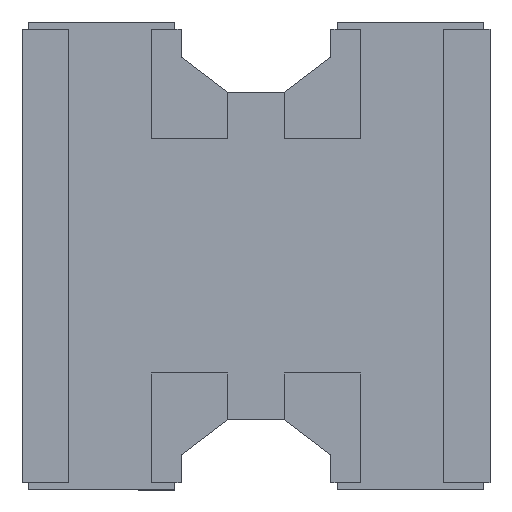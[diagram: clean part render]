
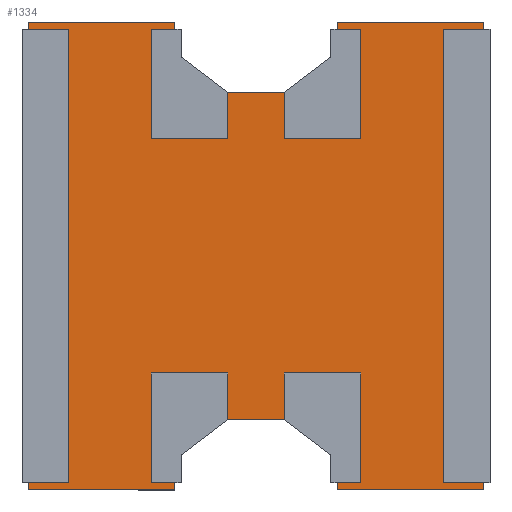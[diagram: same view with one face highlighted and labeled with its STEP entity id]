
A CAD part, front view. The second image highlights one B-rep face of the part: STEP entity #1334.
In plain terms, the highlighted planar face has unit normal (0, -1, 0).
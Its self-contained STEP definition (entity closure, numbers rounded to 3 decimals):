
#38=FACE_OUTER_BOUND('',#114,.T.);
#114=EDGE_LOOP('',(#897,#898,#899,#900,#901,#902,#903,#904,#905,#906,#907,
#908,#909,#910,#911,#912));
#174=LINE('',#1814,#350);
#177=LINE('',#1821,#353);
#181=LINE('',#1828,#357);
#186=LINE('',#1838,#362);
#187=LINE('',#1840,#363);
#192=LINE('',#1850,#368);
#194=LINE('',#1856,#370);
#197=LINE('',#1863,#373);
#201=LINE('',#1870,#377);
#203=LINE('',#1873,#379);
#208=LINE('',#1883,#384);
#210=LINE('',#1889,#386);
#213=LINE('',#1894,#389);
#215=LINE('',#1897,#391);
#217=LINE('',#1900,#393);
#219=LINE('',#1903,#395);
#350=VECTOR('',#1483,0.075);
#353=VECTOR('',#1488,1.);
#357=VECTOR('',#1494,0.312);
#362=VECTOR('',#1501,0.075);
#363=VECTOR('',#1504,0.312);
#368=VECTOR('',#1511,0.075);
#370=VECTOR('',#1515,0.075);
#373=VECTOR('',#1520,1.);
#377=VECTOR('',#1526,0.312);
#379=VECTOR('',#1530,0.312);
#384=VECTOR('',#1537,0.148);
#386=VECTOR('',#1541,0.148);
#389=VECTOR('',#1546,0.125);
#391=VECTOR('',#1550,0.125);
#393=VECTOR('',#1554,0.125);
#395=VECTOR('',#1558,0.125);
#525=VERTEX_POINT('',#1810);
#527=VERTEX_POINT('',#1813);
#529=VERTEX_POINT('',#1819);
#530=VERTEX_POINT('',#1820);
#533=VERTEX_POINT('',#1831);
#536=VERTEX_POINT('',#1836);
#537=VERTEX_POINT('',#1843);
#540=VERTEX_POINT('',#1848);
#541=VERTEX_POINT('',#1852);
#543=VERTEX_POINT('',#1855);
#545=VERTEX_POINT('',#1861);
#546=VERTEX_POINT('',#1862);
#549=VERTEX_POINT('',#1876);
#552=VERTEX_POINT('',#1881);
#553=VERTEX_POINT('',#1885);
#555=VERTEX_POINT('',#1888);
#642=EDGE_CURVE('',#525,#527,#174,.T.);
#645=EDGE_CURVE('',#529,#530,#177,.T.);
#649=EDGE_CURVE('',#527,#529,#181,.T.);
#654=EDGE_CURVE('',#536,#533,#186,.T.);
#655=EDGE_CURVE('',#530,#536,#187,.T.);
#660=EDGE_CURVE('',#540,#537,#192,.T.);
#662=EDGE_CURVE('',#541,#543,#194,.T.);
#665=EDGE_CURVE('',#545,#546,#197,.T.);
#669=EDGE_CURVE('',#543,#545,#201,.T.);
#671=EDGE_CURVE('',#546,#540,#203,.T.);
#676=EDGE_CURVE('',#552,#549,#208,.T.);
#678=EDGE_CURVE('',#553,#555,#210,.T.);
#681=EDGE_CURVE('',#533,#552,#213,.T.);
#683=EDGE_CURVE('',#549,#541,#215,.T.);
#685=EDGE_CURVE('',#555,#525,#217,.T.);
#687=EDGE_CURVE('',#537,#553,#219,.T.);
#897=ORIENTED_EDGE('',*,*,#683,.F.);
#898=ORIENTED_EDGE('',*,*,#676,.F.);
#899=ORIENTED_EDGE('',*,*,#681,.F.);
#900=ORIENTED_EDGE('',*,*,#654,.F.);
#901=ORIENTED_EDGE('',*,*,#655,.F.);
#902=ORIENTED_EDGE('',*,*,#645,.F.);
#903=ORIENTED_EDGE('',*,*,#649,.F.);
#904=ORIENTED_EDGE('',*,*,#642,.F.);
#905=ORIENTED_EDGE('',*,*,#685,.F.);
#906=ORIENTED_EDGE('',*,*,#678,.F.);
#907=ORIENTED_EDGE('',*,*,#687,.F.);
#908=ORIENTED_EDGE('',*,*,#660,.F.);
#909=ORIENTED_EDGE('',*,*,#671,.F.);
#910=ORIENTED_EDGE('',*,*,#665,.F.);
#911=ORIENTED_EDGE('',*,*,#669,.F.);
#912=ORIENTED_EDGE('',*,*,#662,.F.);
#1186=PLANE('',#1419);
#1334=ADVANCED_FACE('',(#38),#1186,.F.);
#1419=AXIS2_PLACEMENT_3D('',#1906,#1562,#1563);
#1483=DIRECTION('',(0.,0.,-1.));
#1488=DIRECTION('',(0.,0.,1.));
#1494=DIRECTION('',(-1.,0.,0.));
#1501=DIRECTION('',(0.,0.,-1.));
#1504=DIRECTION('',(1.,0.,0.));
#1511=DIRECTION('',(0.,0.,1.));
#1515=DIRECTION('',(0.,0.,1.));
#1520=DIRECTION('',(0.,0.,-1.));
#1526=DIRECTION('',(1.,0.,0.));
#1530=DIRECTION('',(-1.,0.,0.));
#1537=DIRECTION('',(1.,0.,0.));
#1541=DIRECTION('',(-1.,0.,0.));
#1546=DIRECTION('',(0.8,0.,-0.6));
#1550=DIRECTION('',(0.8,0.,0.6));
#1554=DIRECTION('',(-0.8,0.,-0.6));
#1558=DIRECTION('',(-0.8,0.,0.6));
#1562=DIRECTION('center_axis',(0.,1.,0.));
#1563=DIRECTION('ref_axis',(0.,0.,1.));
#1810=CARTESIAN_POINT('',(0.312,0.,0.075));
#1813=CARTESIAN_POINT('',(0.312,0.,0.));
#1814=CARTESIAN_POINT('',(0.312,0.,1.));
#1819=CARTESIAN_POINT('',(0.,0.,0.));
#1820=CARTESIAN_POINT('',(0.,0.,1.));
#1821=CARTESIAN_POINT('',(0.,0.,0.));
#1828=CARTESIAN_POINT('',(0.312,0.,0.));
#1831=CARTESIAN_POINT('',(0.312,0.,0.925));
#1836=CARTESIAN_POINT('',(0.312,0.,1.));
#1838=CARTESIAN_POINT('',(0.312,0.,1.));
#1840=CARTESIAN_POINT('',(0.,0.,1.));
#1843=CARTESIAN_POINT('',(0.66,0.,0.075));
#1848=CARTESIAN_POINT('',(0.66,0.,0.));
#1850=CARTESIAN_POINT('',(0.66,0.,0.));
#1852=CARTESIAN_POINT('',(0.66,0.,0.925));
#1855=CARTESIAN_POINT('',(0.66,0.,1.));
#1856=CARTESIAN_POINT('',(0.66,0.,0.));
#1861=CARTESIAN_POINT('',(0.972,0.,1.));
#1862=CARTESIAN_POINT('',(0.972,0.,0.));
#1863=CARTESIAN_POINT('',(0.972,0.,1.));
#1870=CARTESIAN_POINT('',(0.66,0.,1.));
#1873=CARTESIAN_POINT('',(0.972,0.,0.));
#1876=CARTESIAN_POINT('',(0.56,0.,0.85));
#1881=CARTESIAN_POINT('',(0.412,0.,0.85));
#1883=CARTESIAN_POINT('',(0.312,0.,0.85));
#1885=CARTESIAN_POINT('',(0.56,0.,0.15));
#1888=CARTESIAN_POINT('',(0.412,0.,0.15));
#1889=CARTESIAN_POINT('',(0.66,0.,0.15));
#1894=CARTESIAN_POINT('',(0.312,0.,0.925));
#1897=CARTESIAN_POINT('',(0.56,0.,0.85));
#1900=CARTESIAN_POINT('',(0.412,0.,0.15));
#1903=CARTESIAN_POINT('',(0.66,0.,0.075));
#1906=CARTESIAN_POINT('Origin',(0.623,0.,0.125));
